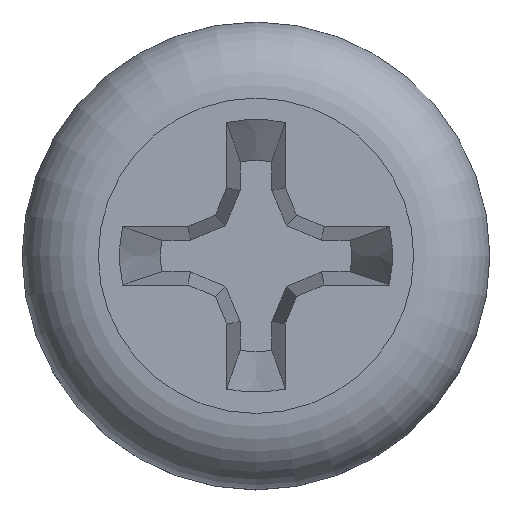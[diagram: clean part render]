
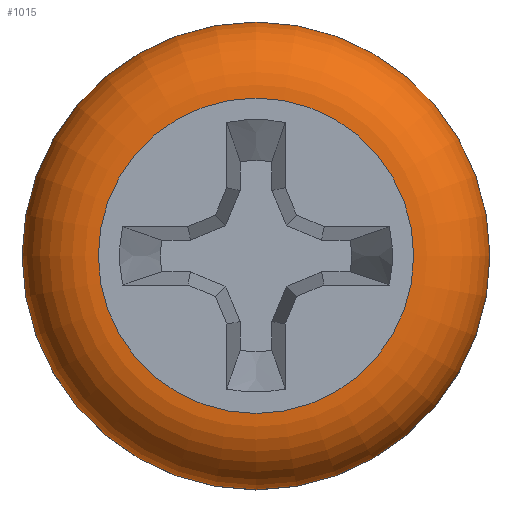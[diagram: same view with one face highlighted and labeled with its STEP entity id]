
A CAD part, top view. The second image highlights one B-rep face of the part: STEP entity #1015.
In plain terms, the highlighted toroidal (fillet/blend) face has major radius 4.045 mm and minor radius 1.955 mm.
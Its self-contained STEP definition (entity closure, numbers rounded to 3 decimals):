
#40=TOROIDAL_SURFACE('',#1097,4.045,1.955);
#83=FACE_OUTER_BOUND('',#138,.T.);
#138=EDGE_LOOP('',(#761,#762,#763,#764,#765,#766,#767));
#175=CIRCLE('',#1098,6.);
#176=CIRCLE('',#1099,6.);
#177=CIRCLE('',#1100,1.955);
#178=CIRCLE('',#1101,4.045);
#179=CIRCLE('',#1102,4.045);
#180=CIRCLE('',#1103,6.);
#446=VERTEX_POINT('',#6773);
#447=VERTEX_POINT('',#6774);
#448=VERTEX_POINT('',#6776);
#449=VERTEX_POINT('',#6778);
#450=VERTEX_POINT('',#6780);
#578=EDGE_CURVE('',#446,#447,#175,.T.);
#579=EDGE_CURVE('',#448,#446,#176,.T.);
#580=EDGE_CURVE('',#448,#449,#177,.T.);
#581=EDGE_CURVE('',#449,#450,#178,.T.);
#582=EDGE_CURVE('',#450,#449,#179,.T.);
#583=EDGE_CURVE('',#447,#448,#180,.T.);
#761=ORIENTED_EDGE('',*,*,#578,.F.);
#762=ORIENTED_EDGE('',*,*,#579,.F.);
#763=ORIENTED_EDGE('',*,*,#580,.T.);
#764=ORIENTED_EDGE('',*,*,#581,.T.);
#765=ORIENTED_EDGE('',*,*,#582,.T.);
#766=ORIENTED_EDGE('',*,*,#580,.F.);
#767=ORIENTED_EDGE('',*,*,#583,.F.);
#1015=ADVANCED_FACE('',(#83),#40,.T.);
#1097=AXIS2_PLACEMENT_3D('',#6772,#1232,#1233);
#1098=AXIS2_PLACEMENT_3D('',#6775,#1234,#1235);
#1099=AXIS2_PLACEMENT_3D('',#6777,#1236,#1237);
#1100=AXIS2_PLACEMENT_3D('',#6779,#1238,#1239);
#1101=AXIS2_PLACEMENT_3D('',#6781,#1240,#1241);
#1102=AXIS2_PLACEMENT_3D('',#6782,#1242,#1243);
#1103=AXIS2_PLACEMENT_3D('',#6783,#1244,#1245);
#1232=DIRECTION('center_axis',(0.,0.,-1.));
#1233=DIRECTION('ref_axis',(0.,1.,0.));
#1234=DIRECTION('center_axis',(0.,0.,-1.));
#1235=DIRECTION('ref_axis',(0.,1.,0.));
#1236=DIRECTION('center_axis',(0.,0.,-1.));
#1237=DIRECTION('ref_axis',(0.,1.,0.));
#1238=DIRECTION('center_axis',(-1.,0.,0.));
#1239=DIRECTION('ref_axis',(0.,-1.,0.));
#1240=DIRECTION('center_axis',(0.,0.,-1.));
#1241=DIRECTION('ref_axis',(0.,1.,0.));
#1242=DIRECTION('center_axis',(0.,0.,-1.));
#1243=DIRECTION('ref_axis',(0.,1.,0.));
#1244=DIRECTION('center_axis',(0.,0.,-1.));
#1245=DIRECTION('ref_axis',(0.,1.,0.));
#6772=CARTESIAN_POINT('Origin',(0.,0.,2.645));
#6773=CARTESIAN_POINT('',(-6.,0.,2.645));
#6774=CARTESIAN_POINT('',(6.,0.,2.645));
#6775=CARTESIAN_POINT('Origin',(0.,0.,2.645));
#6776=CARTESIAN_POINT('',(0.,-6.,2.645));
#6777=CARTESIAN_POINT('Origin',(0.,0.,2.645));
#6778=CARTESIAN_POINT('',(0.,-4.045,4.6));
#6779=CARTESIAN_POINT('Origin',(0.,-4.045,2.645));
#6780=CARTESIAN_POINT('',(0.,4.045,4.6));
#6781=CARTESIAN_POINT('Origin',(0.,0.,4.6));
#6782=CARTESIAN_POINT('Origin',(0.,0.,4.6));
#6783=CARTESIAN_POINT('Origin',(0.,0.,2.645));
